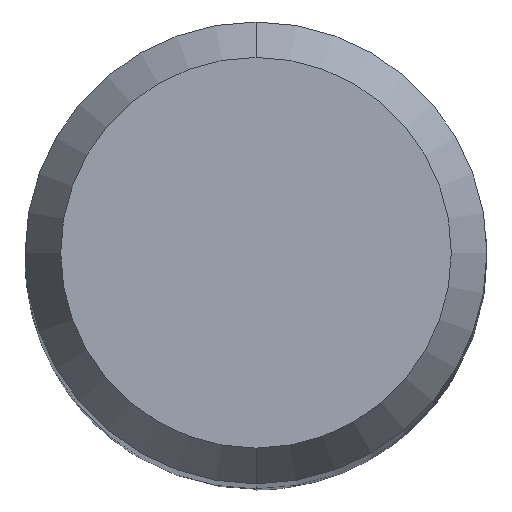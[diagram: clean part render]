
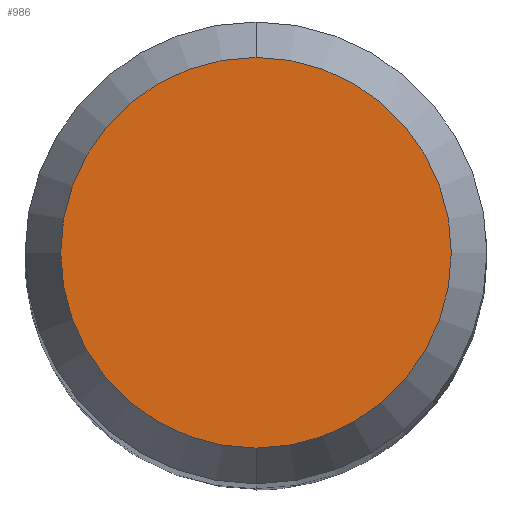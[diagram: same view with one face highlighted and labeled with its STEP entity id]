
A CAD part, top view. The second image highlights one B-rep face of the part: STEP entity #986.
In plain terms, the highlighted planar face has unit normal (0, 0, 1).
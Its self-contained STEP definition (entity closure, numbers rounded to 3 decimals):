
#382=VERTEX_POINT('',#1043);
#538=EDGE_CURVE('',#382,#1000,#1218,.T.);
#680=EDGE_CURVE('',#1000,#382,#1374,.T.);
#986=ADVANCED_FACE('',(#1706),#1707,.T.);
#1000=VERTEX_POINT('',#1722);
#1043=CARTESIAN_POINT('',(0.0,2.538,0.0));
#1218=CIRCLE('',#2075,2.538);
#1374=CIRCLE('',#2349,2.538);
#1706=FACE_OUTER_BOUND('',#2865,.T.);
#1707=PLANE('',#2866);
#1722=CARTESIAN_POINT('',(0.,-2.538,0.0));
#2075=AXIS2_PLACEMENT_3D('',#3148,#3149,#3150);
#2349=AXIS2_PLACEMENT_3D('',#3320,#3321,#3322);
#2865=EDGE_LOOP('',(#3657,#3658));
#2866=AXIS2_PLACEMENT_3D('',#3659,#3660,#3661);
#3148=CARTESIAN_POINT('',(0.0,0.0,0.0));
#3149=DIRECTION('',(0.0,0.0,-1.0));
#3150=DIRECTION('',(0.0,1.0,0.0));
#3320=CARTESIAN_POINT('',(0.0,0.0,0.0));
#3321=DIRECTION('',(0.0,0.0,-1.0));
#3322=DIRECTION('',(0.0,1.0,0.0));
#3657=ORIENTED_EDGE('',*,*,#538,.F.);
#3658=ORIENTED_EDGE('',*,*,#680,.F.);
#3659=CARTESIAN_POINT('',(0.0,1.269,0.0));
#3660=DIRECTION('',(-0.0,0.0,1.0));
#3661=DIRECTION('',(0.0,-1.0,0.0));
